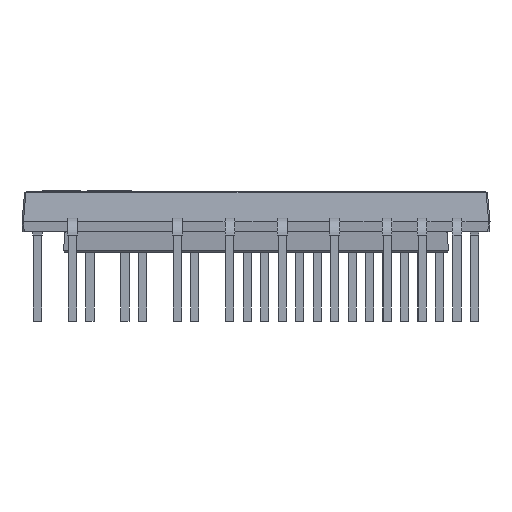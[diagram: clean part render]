
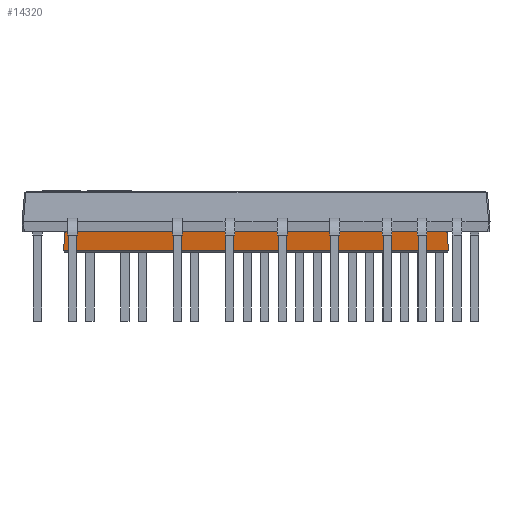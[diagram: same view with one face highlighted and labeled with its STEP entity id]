
A CAD part, front view. The second image highlights one B-rep face of the part: STEP entity #14320.
In plain terms, the highlighted planar face has unit normal (0, -0.996, -0.087).
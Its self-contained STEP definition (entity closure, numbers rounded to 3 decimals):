
#687 = CARTESIAN_POINT ( 'NONE',  ( 13.869, -7.537, -0.725 ) ) ;
#1492 = VERTEX_POINT ( 'NONE', #21499 ) ;
#1895 = LINE ( 'NONE', #13511, #33300 ) ;
#2246 = DIRECTION ( 'NONE',  ( 0., -0.087, 0.996 ) ) ;
#2797 = DIRECTION ( 'NONE',  ( 0., 0.996, 0.087 ) ) ;
#3201 = EDGE_CURVE ( 'NONE', #1492, #23548, #1895, .T. ) ;
#3645 = VECTOR ( 'NONE', #24317, 1000. ) ;
#4038 = DIRECTION ( 'NONE',  ( 0.087, -0.087, 0.992 ) ) ;
#5442 = FACE_OUTER_BOUND ( 'NONE', #22300, .T. ) ;
#6279 = CARTESIAN_POINT ( 'NONE',  ( 14., -7.415, -2.115 ) ) ;
#6653 = LINE ( 'NONE', #6279, #3645 ) ;
#6922 = LINE ( 'NONE', #36835, #36340 ) ;
#9220 = CARTESIAN_POINT ( 'NONE',  ( -13.99, -7.415, -2.115 ) ) ;
#10156 = EDGE_CURVE ( 'NONE', #34188, #1492, #6922, .T. ) ;
#11113 = LINE ( 'NONE', #31610, #15372 ) ;
#11221 = CARTESIAN_POINT ( 'NONE',  ( -17., -7.537, -0.725 ) ) ;
#11537 = DIRECTION ( 'NONE',  ( 1., 0., 0. ) ) ;
#13462 = ORIENTED_EDGE ( 'NONE', *, *, #3201, .F. ) ;
#13511 = CARTESIAN_POINT ( 'NONE',  ( -17., -7.537, -0.725 ) ) ;
#13677 = ORIENTED_EDGE ( 'NONE', *, *, #10156, .F. ) ;
#14320 = ADVANCED_FACE ( 'NONE', ( #5442 ), #28454, .F. ) ;
#14722 = VERTEX_POINT ( 'NONE', #28542 ) ;
#15372 = VECTOR ( 'NONE', #22802, 1000. ) ;
#19563 = EDGE_CURVE ( 'NONE', #34188, #14722, #6653, .T. ) ;
#21499 = CARTESIAN_POINT ( 'NONE',  ( -13.869, -7.537, -0.725 ) ) ;
#22300 = EDGE_LOOP ( 'NONE', ( #13677, #33817, #30410, #13462 ) ) ;
#22802 = DIRECTION ( 'NONE',  ( 0.087, 0.087, -0.992 ) ) ;
#23548 = VERTEX_POINT ( 'NONE', #687 ) ;
#24317 = DIRECTION ( 'NONE',  ( 1., 0., 0. ) ) ;
#28454 = PLANE ( 'NONE',  #30300 ) ;
#28542 = CARTESIAN_POINT ( 'NONE',  ( 13.99, -7.415, -2.115 ) ) ;
#30300 = AXIS2_PLACEMENT_3D ( 'NONE', #11221, #2797, #2246 ) ;
#30410 = ORIENTED_EDGE ( 'NONE', *, *, #32005, .F. ) ;
#31610 = CARTESIAN_POINT ( 'NONE',  ( 14.045, -7.361, -2.734 ) ) ;
#32005 = EDGE_CURVE ( 'NONE', #23548, #14722, #11113, .T. ) ;
#33300 = VECTOR ( 'NONE', #11537, 1000. ) ;
#33817 = ORIENTED_EDGE ( 'NONE', *, *, #19563, .T. ) ;
#34188 = VERTEX_POINT ( 'NONE', #9220 ) ;
#36340 = VECTOR ( 'NONE', #4038, 1000. ) ;
#36835 = CARTESIAN_POINT ( 'NONE',  ( -13.892, -7.513, -0.995 ) ) ;
